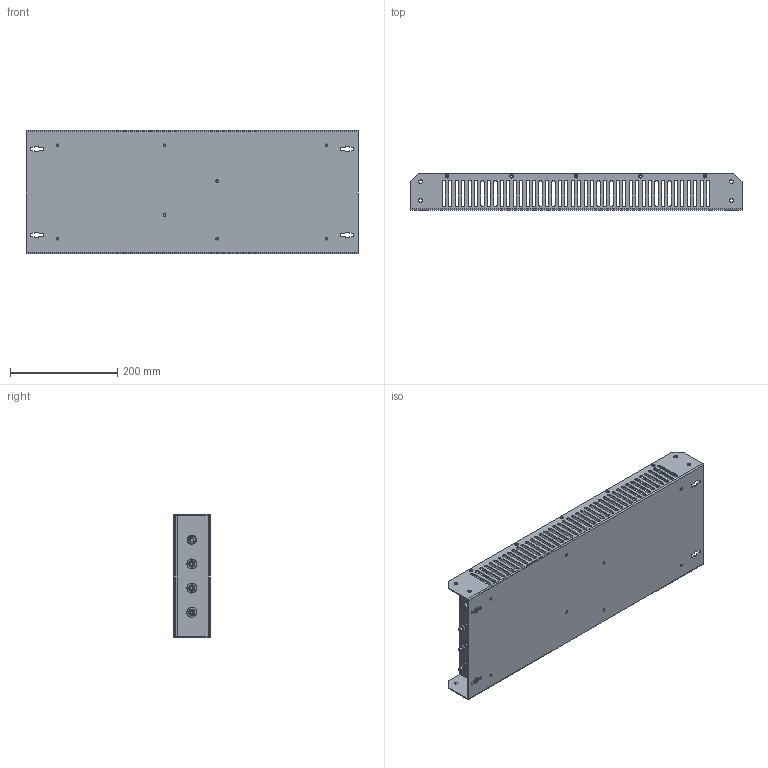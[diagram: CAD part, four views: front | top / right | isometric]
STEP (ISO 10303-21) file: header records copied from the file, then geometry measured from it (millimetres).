
FILE_DESCRIPTION (( 'STEP AP214' ), '1' );
FILE_NAME ('MIF350-350B r1.STEP', '2020-03-02T22:04:06', ( '' ), ( '' ), 'SwSTEP 2.0', 'SolidWorks 2017', '' );
FILE_SCHEMA (( 'AUTOMOTIVE_DESIGN' ));
Length unit declared in the file: inch
Products named in the file (1): MIF350-350B r1
Bounding box: 618 x 68.2 x 229 mm (x, y, z)
Volume: 633126.9 mm3; surface area: 798759 mm2
Topology: 59 solids, 59 shells, 2513 faces, 6411 edges, 4022 vertices
Faces by surface type: cylinder 874, cone 855, plane 780, torus 4
Entity records: 78191 total; most frequent: CARTESIAN_POINT 14408, DIRECTION 13709, ORIENTED_EDGE 12822, EDGE_CURVE 6411, AXIS2_PLACEMENT_3D 5211, VERTEX_POINT 4022, VECTOR 3287, LINE 3287
